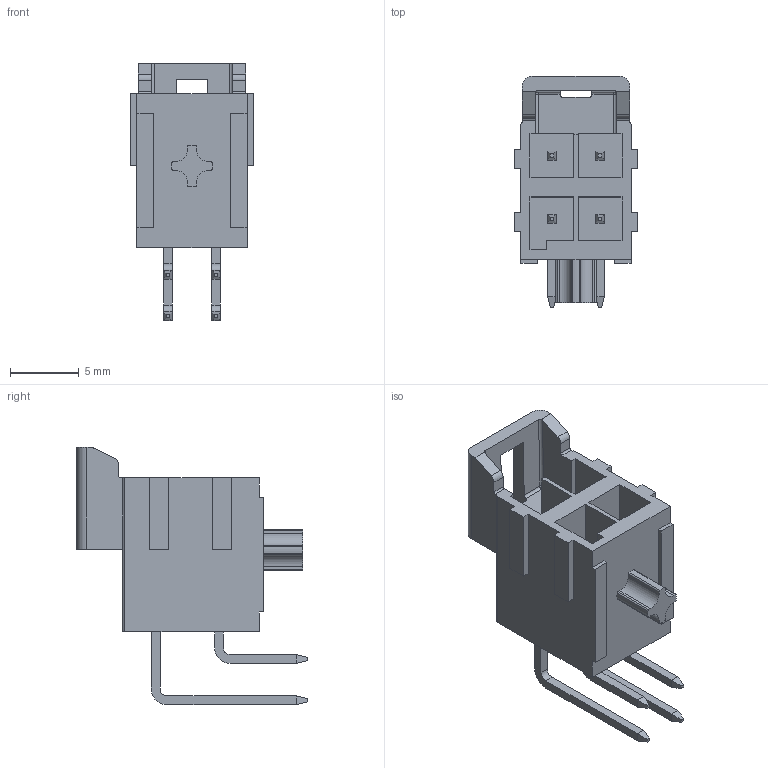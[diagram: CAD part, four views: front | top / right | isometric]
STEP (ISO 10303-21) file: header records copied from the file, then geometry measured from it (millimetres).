
FILE_DESCRIPTION((''),'2;1');
FILE_NAME('1723161204','2016-09-28T',('gsharma'),(''),'PRO/ENGINEER BY PARAMETRIC TECHNOLOGY CORPORATION, 2012310','PRO/ENGINEER BY PARAMETRIC TECHNOLOGY CORPORATION, 2012310','');
FILE_SCHEMA(('CONFIG_CONTROL_DESIGN'));
Length unit declared in the file: millimetre
Products named in the file (1): 1723161204
Bounding box: 9 x 16.76 x 18.68 mm (x, y, z)
Volume: 674.1 mm3; surface area: 1404.2 mm2
Topology: 1 solids, 1 shells, 262 faces, 722 edges, 472 vertices
Faces by surface type: plane 192, cylinder 68, sphere 2
Entity records: 8298 total; most frequent: CARTESIAN_POINT 1459, ORIENTED_EDGE 1424, DIRECTION 1390, EDGE_CURVE 712, VECTOR 572, LINE 572, VERTEX_POINT 462, AXIS2_PLACEMENT_3D 409
